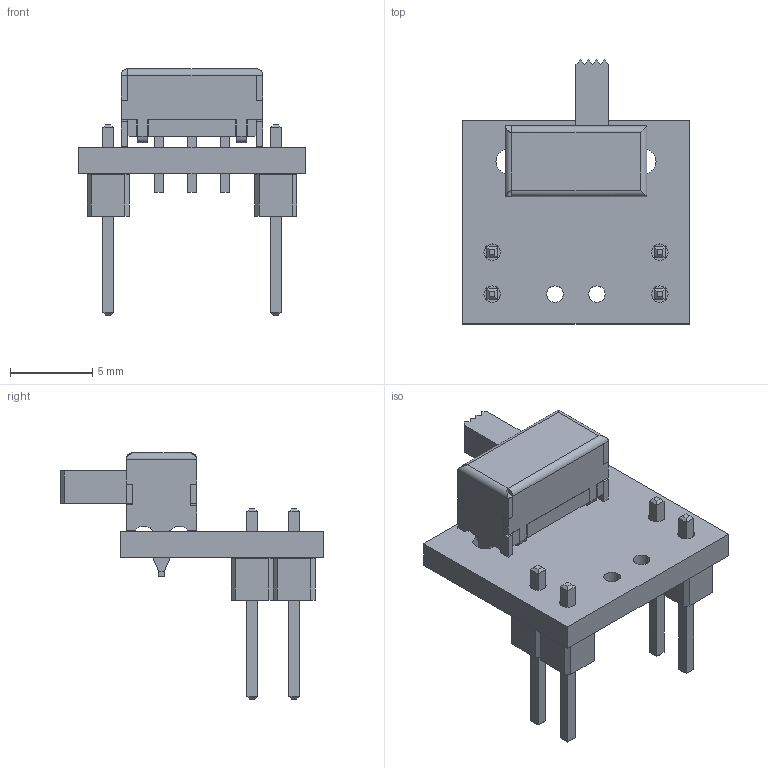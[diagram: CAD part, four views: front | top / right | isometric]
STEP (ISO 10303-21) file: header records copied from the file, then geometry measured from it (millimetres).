
FILE_DESCRIPTION(('KiCad electronic assembly'),'2;1');
FILE_NAME('wand_battery_switch.step','2023-12-22T10:58:26',('Pcbnew'),( 'Kicad'),'Open CASCADE STEP processor 7.7','KiCad to STEP converter' ,'Unknown');
FILE_SCHEMA(('AUTOMOTIVE_DESIGN { 1 0 10303 214 1 1 1 1 }'));
Length unit declared in the file: millimetre
Products named in the file (6): wand_battery_switch 1; EG1247--3DModel-STEP-418109; COMPOUND; PinHeader_1x02_P2.54mm_Vertical; SOLID; wand_battery_switch PCB
Assembly tree (6 placements, depth 3):
  wand_battery_switch 1
    EG1247--3DModel-STEP-418109
      COMPOUND
    PinHeader_1x02_P2.54mm_Vertical  x2
      SOLID
    wand_battery_switch PCB
Bounding box: 13.76 x 16 x 14.94 mm (x, y, z)
Volume: 464.8 mm3; surface area: 1222.6 mm2
Topology: 13 solids, 13 shells, 353 faces, 865 edges, 546 vertices
Faces by surface type: plane 309, cylinder 39, bspline 5
Full cylindrical faces by diameter (mm): 0.9 x3, 1 x6, 1.5 x2
Entity records: 20024 total; most frequent: CARTESIAN_POINT 4420, DIRECTION 2771, LINE 2019, VECTOR 2019, ORIENTED_EDGE 1486, PCURVE 1486, DEFINITIONAL_REPRESENTATION 1486, EDGE_CURVE 743
